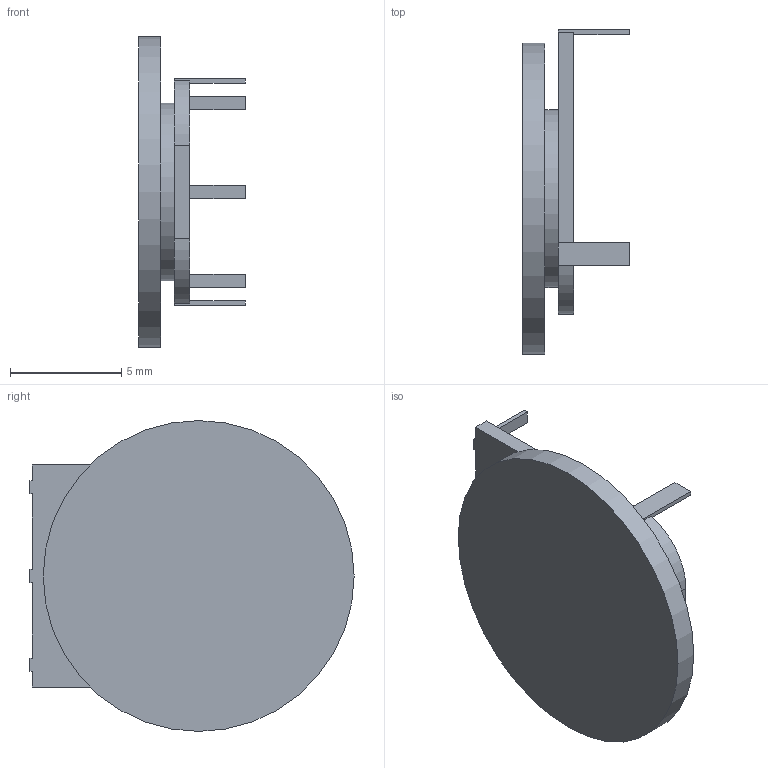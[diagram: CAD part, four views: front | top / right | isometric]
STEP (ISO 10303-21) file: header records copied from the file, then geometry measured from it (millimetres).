
FILE_DESCRIPTION(('STEP AP214'), '1');
FILE_NAME('R1001N12B1-A10K', '', ('UNSPECIFIED'), ('UNSPECIFIED'), 'ASCON STEP Converter 1.3', 'ASCON Math Kernel', '');
FILE_SCHEMA(('AUTOMOTIVE_DESIGN { 1 0 10303 214 3 1 1}'));
Length unit declared in the file: millimetre
Bounding box: 4.8 x 14.6 x 14 mm (x, y, z)
Volume: 272.8 mm3; surface area: 569.3 mm2
Topology: 1 solids, 1 shells, 40 faces, 108 edges, 72 vertices
Faces by surface type: plane 36, cylinder 4
Full cylindrical faces by diameter (mm): 8 x1, 14 x1
Entity records: 1594 total; most frequent: CARTESIAN_POINT 219, ORIENTED_EDGE 212, DIRECTION 196, EDGE_CURVE 106, LINE 98, VECTOR 98, VERTEX_POINT 72, AXIS2_PLACEMENT_3D 49
